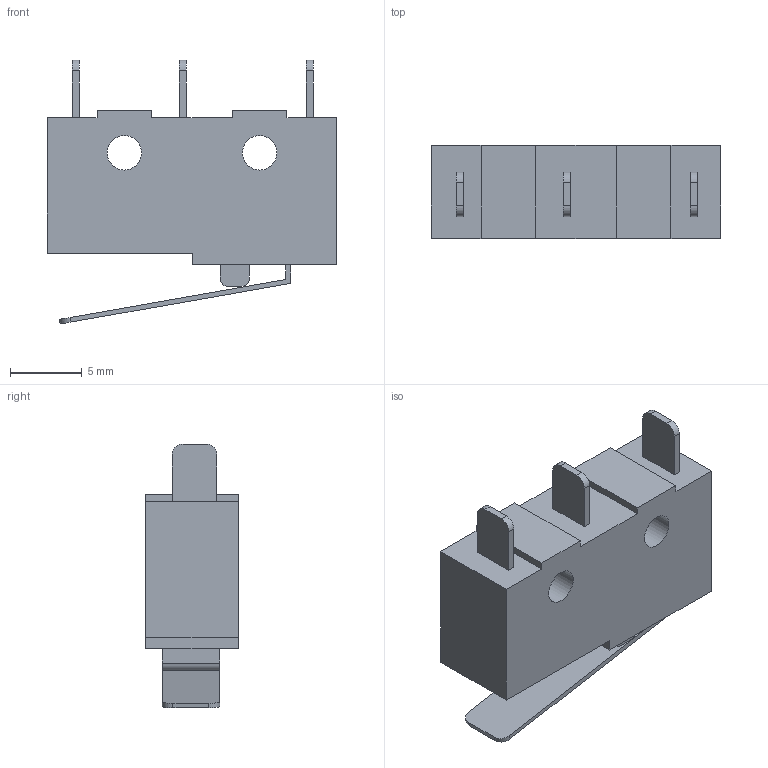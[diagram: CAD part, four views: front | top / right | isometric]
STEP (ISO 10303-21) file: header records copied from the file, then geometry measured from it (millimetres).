
FILE_DESCRIPTION(/* description */ (''),/* implementation_level */ '2;1');
FILE_NAME(/* name */ 'limit switch - small v3.step',/* time_stamp */ '2020-09-19T13:35:43-05:00',/* author */ (''),/* organization */ (''),/* preprocessor_version */ 'ST-DEVELOPER v18.1',/* originating_system */ 'Autodesk Translation Framework v9.3.0.1241',/* authorisation */ '');
FILE_SCHEMA (('AUTOMOTIVE_DESIGN { 1 0 10303 214 3 1 1 }'));
Length unit declared in the file: millimetre
Products named in the file (3): limit switch - small; Button; Lever
Assembly tree (2 placements, depth 2):
  limit switch - small
    Button
    Lever
Bounding box: 20.14 x 6.45 x 18.34 mm (x, y, z)
Volume: 1293.7 mm3; surface area: 1154.2 mm2
Topology: 3 solids, 3 shells, 57 faces, 144 edges, 96 vertices
Faces by surface type: plane 45, cylinder 12
Full cylindrical faces by diameter (mm): 2.4 x2
Entity records: 1853 total; most frequent: CARTESIAN_POINT 302, DIRECTION 292, ORIENTED_EDGE 288, EDGE_CURVE 144, LINE 120, VECTOR 120, VERTEX_POINT 96, AXIS2_PLACEMENT_3D 86
